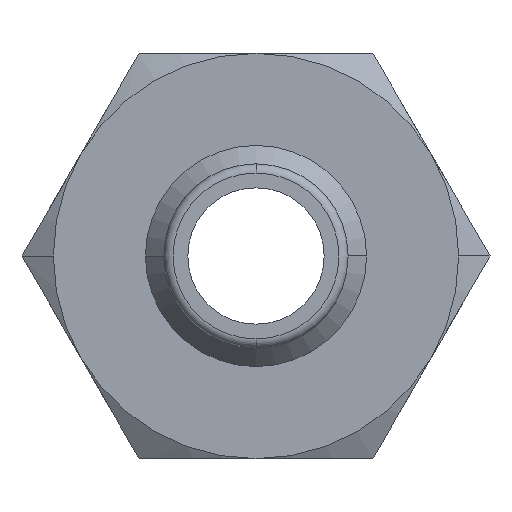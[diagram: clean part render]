
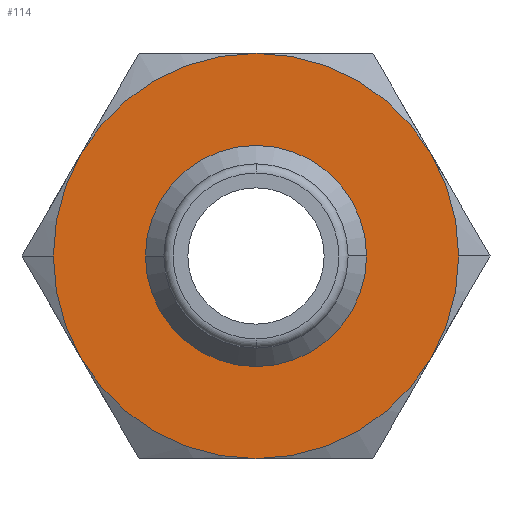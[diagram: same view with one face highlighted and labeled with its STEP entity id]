
A CAD part, front view. The second image highlights one B-rep face of the part: STEP entity #114.
In plain terms, the highlighted planar face has unit normal (0, -1, 0).
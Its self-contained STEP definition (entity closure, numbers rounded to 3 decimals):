
#114=ADVANCED_FACE('',(#258,#259),#260,.T.);
#258=FACE_OUTER_BOUND('',#433,.T.);
#259=FACE_BOUND('',#434,.T.);
#260=PLANE('',#435);
#433=EDGE_LOOP('',(#701,#702,#703,#704,#705,#706,#707,#708));
#434=EDGE_LOOP('',(#709,#710));
#435=AXIS2_PLACEMENT_3D('',#711,#712,#713);
#701=ORIENTED_EDGE('',*,*,#1088,.F.);
#702=ORIENTED_EDGE('',*,*,#1089,.F.);
#703=ORIENTED_EDGE('',*,*,#1018,.F.);
#704=ORIENTED_EDGE('',*,*,#1090,.F.);
#705=ORIENTED_EDGE('',*,*,#1009,.F.);
#706=ORIENTED_EDGE('',*,*,#1034,.F.);
#707=ORIENTED_EDGE('',*,*,#1091,.F.);
#708=ORIENTED_EDGE('',*,*,#1092,.F.);
#709=ORIENTED_EDGE('',*,*,#1093,.F.);
#710=ORIENTED_EDGE('',*,*,#1094,.F.);
#711=CARTESIAN_POINT('',(5.5,25.0,0.0));
#712=DIRECTION('',(-0.0,-1.0,-0.0));
#713=DIRECTION('',(-1.0,0.0,0.0));
#1009=EDGE_CURVE('',#1187,#1185,#1189,.T.);
#1018=EDGE_CURVE('',#1191,#1203,#1204,.T.);
#1034=EDGE_CURVE('',#1229,#1187,#1231,.T.);
#1088=EDGE_CURVE('',#1294,#1314,#1315,.T.);
#1089=EDGE_CURVE('',#1203,#1294,#1316,.T.);
#1090=EDGE_CURVE('',#1185,#1191,#1317,.T.);
#1091=EDGE_CURVE('',#1318,#1229,#1319,.T.);
#1092=EDGE_CURVE('',#1314,#1318,#1320,.T.);
#1093=EDGE_CURVE('',#1321,#1322,#1323,.T.);
#1094=EDGE_CURVE('',#1322,#1321,#1324,.T.);
#1185=VERTEX_POINT('',#1443);
#1187=VERTEX_POINT('',#1446);
#1189=CIRCLE('',#1459,11.0);
#1191=VERTEX_POINT('',#1461);
#1203=VERTEX_POINT('',#1519);
#1204=CIRCLE('',#1520,11.0);
#1229=VERTEX_POINT('',#1571);
#1231=CIRCLE('',#1584,11.0);
#1294=VERTEX_POINT('',#1684);
#1314=VERTEX_POINT('',#1741);
#1315=CIRCLE('',#1742,11.0);
#1316=CIRCLE('',#1743,11.0);
#1317=CIRCLE('',#1744,11.0);
#1318=VERTEX_POINT('',#1745);
#1319=CIRCLE('',#1746,11.0);
#1320=CIRCLE('',#1747,11.0);
#1321=VERTEX_POINT('',#1748);
#1322=VERTEX_POINT('',#1749);
#1323=CIRCLE('',#1750,6.0);
#1324=CIRCLE('',#1751,6.0);
#1443=CARTESIAN_POINT('',(-11.0,25.0,0.));
#1446=CARTESIAN_POINT('',(-9.526,25.0,-5.5));
#1459=AXIS2_PLACEMENT_3D('',#1967,#1968,#1969);
#1461=CARTESIAN_POINT('',(-9.526,25.0,5.5));
#1519=CARTESIAN_POINT('',(0.,25.0,11.0));
#1520=AXIS2_PLACEMENT_3D('',#1972,#1973,#1974);
#1571=CARTESIAN_POINT('',(0.0,25.0,-11.0));
#1584=AXIS2_PLACEMENT_3D('',#1994,#1995,#1996);
#1684=CARTESIAN_POINT('',(9.526,25.0,5.5));
#1741=CARTESIAN_POINT('',(11.0,25.0,0.));
#1742=AXIS2_PLACEMENT_3D('',#2086,#2087,#2088);
#1743=AXIS2_PLACEMENT_3D('',#2089,#2090,#2091);
#1744=AXIS2_PLACEMENT_3D('',#2092,#2093,#2094);
#1745=CARTESIAN_POINT('',(9.526,25.0,-5.5));
#1746=AXIS2_PLACEMENT_3D('',#2095,#2096,#2097);
#1747=AXIS2_PLACEMENT_3D('',#2098,#2099,#2100);
#1748=CARTESIAN_POINT('',(-6.0,25.0,0.));
#1749=CARTESIAN_POINT('',(6.0,25.0,0.));
#1750=AXIS2_PLACEMENT_3D('',#2101,#2102,#2103);
#1751=AXIS2_PLACEMENT_3D('',#2104,#2105,#2106);
#1967=CARTESIAN_POINT('',(0.0,25.0,0.0));
#1968=DIRECTION('',(-0.0,1.0,0.0));
#1969=DIRECTION('',(1.0,0.0,0.0));
#1972=CARTESIAN_POINT('',(0.0,25.0,0.0));
#1973=DIRECTION('',(-0.0,1.0,0.0));
#1974=DIRECTION('',(1.0,0.0,0.0));
#1994=CARTESIAN_POINT('',(0.0,25.0,0.0));
#1995=DIRECTION('',(-0.0,1.0,0.0));
#1996=DIRECTION('',(1.0,0.0,0.0));
#2086=CARTESIAN_POINT('',(0.0,25.0,0.0));
#2087=DIRECTION('',(-0.0,1.0,0.0));
#2088=DIRECTION('',(1.0,0.0,0.0));
#2089=CARTESIAN_POINT('',(0.0,25.0,0.0));
#2090=DIRECTION('',(-0.0,1.0,0.0));
#2091=DIRECTION('',(1.0,0.0,0.0));
#2092=CARTESIAN_POINT('',(0.0,25.0,0.0));
#2093=DIRECTION('',(-0.0,1.0,0.0));
#2094=DIRECTION('',(1.0,0.0,0.0));
#2095=CARTESIAN_POINT('',(0.0,25.0,0.0));
#2096=DIRECTION('',(-0.0,1.0,0.0));
#2097=DIRECTION('',(1.0,0.0,0.0));
#2098=CARTESIAN_POINT('',(0.0,25.0,0.0));
#2099=DIRECTION('',(-0.0,1.0,0.0));
#2100=DIRECTION('',(1.0,0.0,0.0));
#2101=CARTESIAN_POINT('',(0.0,25.0,0.0));
#2102=DIRECTION('',(0.0,-1.0,0.0));
#2103=DIRECTION('',(1.0,0.0,0.0));
#2104=CARTESIAN_POINT('',(0.0,25.0,0.0));
#2105=DIRECTION('',(0.0,-1.0,0.0));
#2106=DIRECTION('',(1.0,0.0,0.0));
